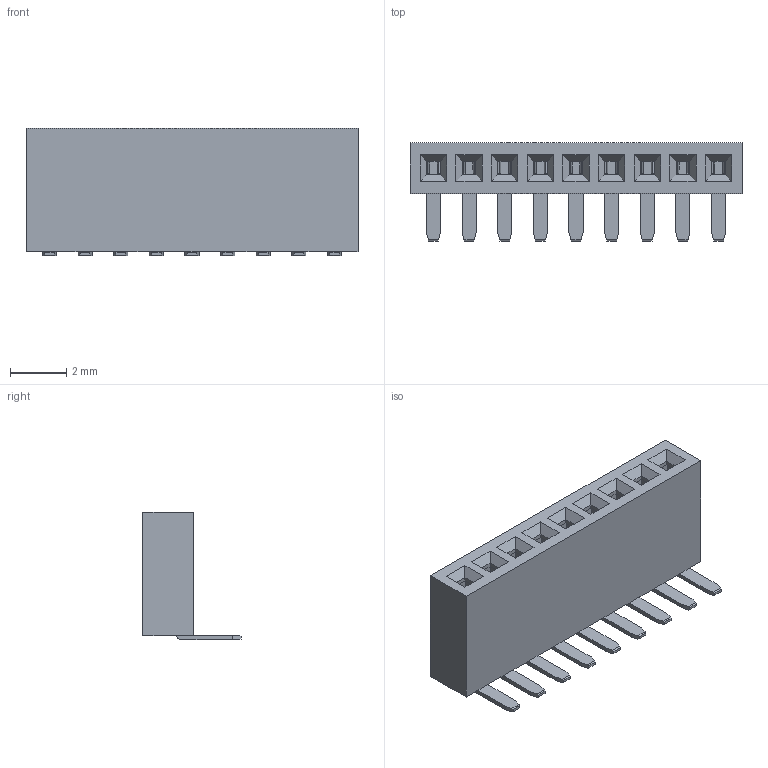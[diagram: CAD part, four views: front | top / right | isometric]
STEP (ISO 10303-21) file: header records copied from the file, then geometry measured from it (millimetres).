
FILE_DESCRIPTION( ('This file contains a STEP AP42 implementation' ,'as created by ZW3D STEP Interface translator.') ,'2;1' );
FILE_NAME( '2344-1XXRXXCUNX1.stp' ,'23 410.1622 6', (''), ('ZWCAD Software Co.'), 'Version 1.0', 'ZW3D to STEP translator', '' );
FILE_SCHEMA(('AUTOMOTIVE_DESIGN { 1 0 10303 214 1 1 1 1 }'));
Length unit declared in the file: millimetre
Products named in the file (2): 0; 2344-109RG0CUNT1
Bounding box: 11.83 x 3.5 x 4.55 mm (x, y, z)
Surface area: 438.6 mm2 (no closed solid volume)
Topology: 0 solids, 1 shells, 771 faces, 2238 edges, 1448 vertices
Faces by surface type: plane 546, bspline 126, cylinder 99
Entity records: 27671 total; most frequent: CARTESIAN_POINT 6696, ORIENTED_EDGE 4668, DIRECTION 3752, EDGE_CURVE 2226, VECTOR 1740, LINE 1740, VERTEX_POINT 1448, AXIS2_PLACEMENT_3D 1006
